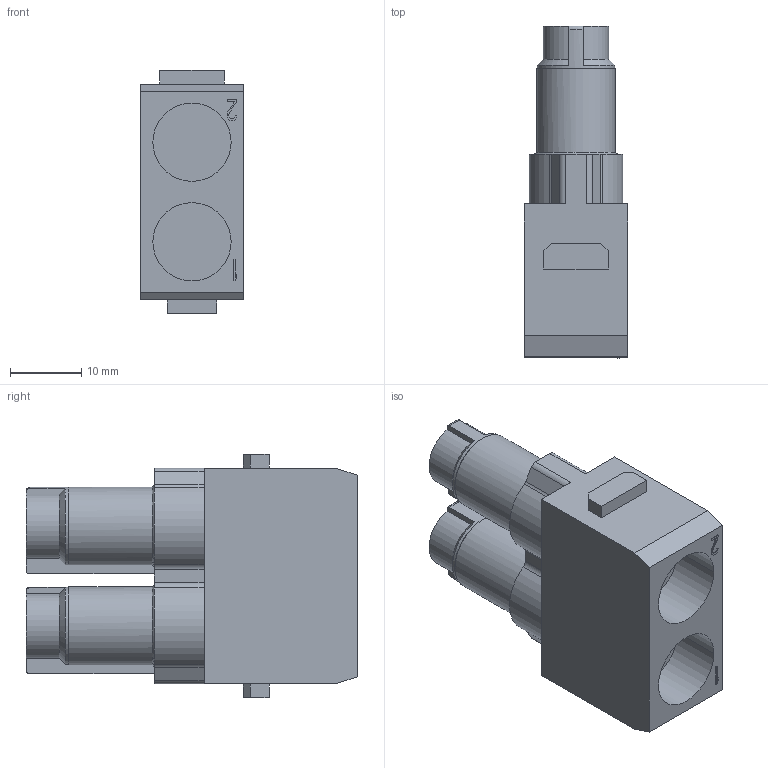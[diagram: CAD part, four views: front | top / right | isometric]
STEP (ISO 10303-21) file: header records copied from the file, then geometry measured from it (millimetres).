
FILE_DESCRIPTION((''),'2;1');
FILE_NAME('3D_1290020210201_HMK70-002_1-F_','2017-06-07T',('tl.yang'),(''),'PRO/ENGINEER BY PARAMETRIC TECHNOLOGY CORPORATION, 2011500','PRO/ENGINEER BY PARAMETRIC TECHNOLOGY CORPORATION, 2011500','');
FILE_SCHEMA(('CONFIG_CONTROL_DESIGN'));
Length unit declared in the file: millimetre
Products named in the file (1): 3D_1290020210201_HMK70-002_1-F_
Bounding box: 14.6 x 46.6 x 34.2 mm (x, y, z)
Volume: 12188.1 mm3; surface area: 6128.4 mm2
Topology: 1 solids, 1 shells, 188 faces, 540 edges, 370 vertices
Faces by surface type: plane 138, cylinder 38, cone 8, torus 4
Entity records: 6276 total; most frequent: CARTESIAN_POINT 1182, ORIENTED_EDGE 1080, DIRECTION 1022, EDGE_CURVE 540, VECTOR 402, LINE 402, VERTEX_POINT 370, AXIS2_PLACEMENT_3D 310
